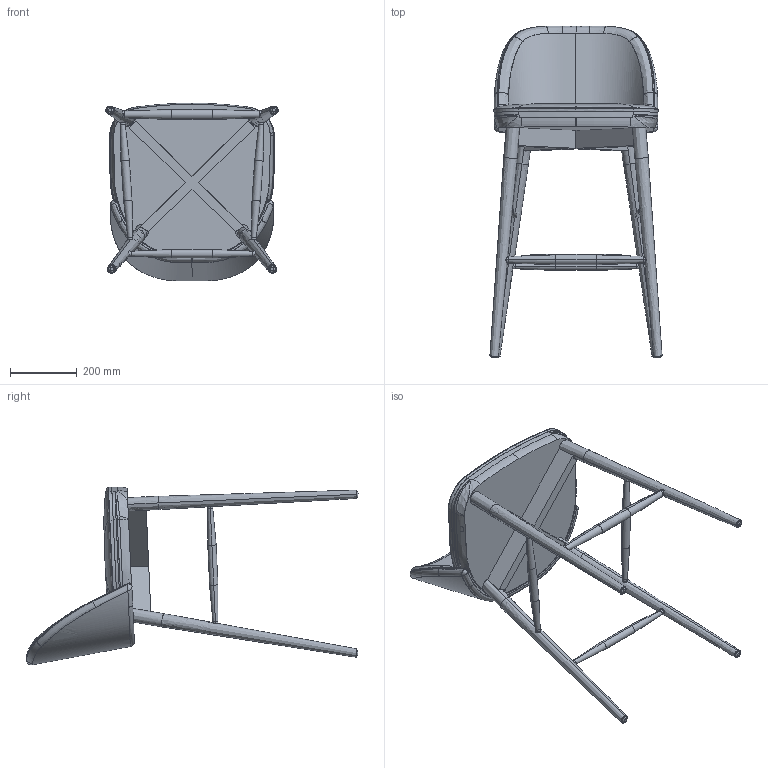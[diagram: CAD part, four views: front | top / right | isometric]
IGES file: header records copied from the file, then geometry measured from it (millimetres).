
Start section: SolidWorks IGES file using analytic representation for surfaces
Global section: file name: AN003.IGS; native system: SolidWorks 2022; preprocessor: SolidWorks 2022; author: Design.Exclusivo; date: 240209.140722; units: millimetre
Bounding box: 515.18 x 993.36 x 531.92 mm (x, y, z)
Surface area: 1430221.6 mm2 (no closed solid volume)
Topology: 0 solids, 0 shells, 603 faces, 13293 edges, 13259 vertices
Faces by surface type: bspline 341, revolution 262
